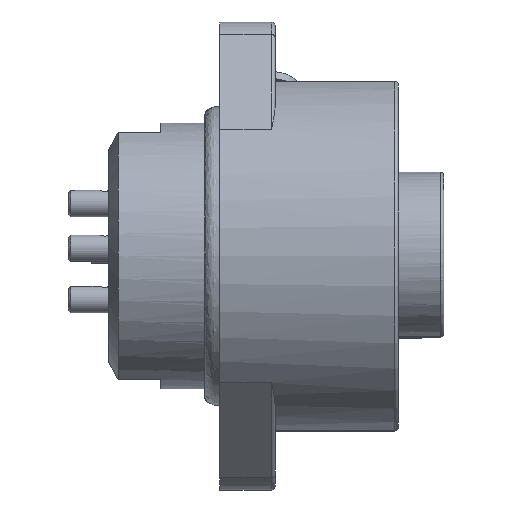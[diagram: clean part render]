
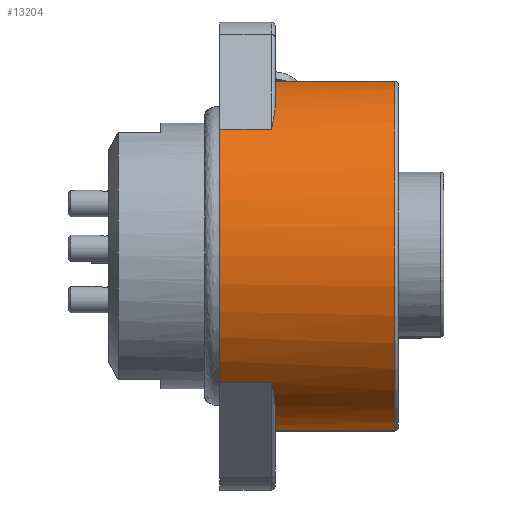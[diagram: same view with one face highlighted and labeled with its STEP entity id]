
A CAD part, left-side view. The second image highlights one B-rep face of the part: STEP entity #13204.
In plain terms, the highlighted cylindrical face has radius 14.5 mm (diameter 29 mm), a partial arc.
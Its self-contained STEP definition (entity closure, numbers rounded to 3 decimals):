
#2402=FACE_OUTER_BOUND('',#16529,.T.);
#5333=LINE('',#58903,#8891);
#5334=LINE('',#58915,#8892);
#5335=LINE('',#58916,#8893);
#5336=LINE('',#58931,#8894);
#8891=VECTOR('',#46379,1.);
#8892=VECTOR('',#46380,1.);
#8893=VECTOR('',#46381,1.);
#8894=VECTOR('',#46384,1.);
#10727=CYLINDRICAL_SURFACE('',#39611,14.5);
#13204=ADVANCED_FACE('',(#2402),#10727,.T.);
#14578=B_SPLINE_CURVE_WITH_KNOTS('',3,(#58904,#58905,#58906,#58907,#58908,
#58909,#58910,#58911,#58912,#58913),.UNSPECIFIED.,.F.,.F.,(4,3,3,4),(0.,
0.202,0.992,1.),.UNSPECIFIED.);
#14579=B_SPLINE_CURVE_WITH_KNOTS('',3,(#58918,#58919,#58920,#58921,#58922,
#58923,#58924,#58925,#58926,#58927),.UNSPECIFIED.,.F.,.F.,(4,3,3,4),(0.,
0.008,0.798,1.),.UNSPECIFIED.);
#16529=EDGE_LOOP('',(#23038,#23039,#23040,#23041,#23042,#23043,#23044,#23045,
#23046,#23047));
#23038=ORIENTED_EDGE('',*,*,#34587,.T.);
#23039=ORIENTED_EDGE('',*,*,#34588,.T.);
#23040=ORIENTED_EDGE('',*,*,#34581,.T.);
#23041=ORIENTED_EDGE('',*,*,#34589,.T.);
#23042=ORIENTED_EDGE('',*,*,#34590,.F.);
#23043=ORIENTED_EDGE('',*,*,#34569,.F.);
#23044=ORIENTED_EDGE('',*,*,#34591,.T.);
#23045=ORIENTED_EDGE('',*,*,#34592,.T.);
#23046=ORIENTED_EDGE('',*,*,#34593,.T.);
#23047=ORIENTED_EDGE('',*,*,#34594,.T.);
#30324=VERTEX_POINT('',#58865);
#30325=VERTEX_POINT('',#58866);
#30335=VERTEX_POINT('',#58888);
#30336=VERTEX_POINT('',#58890);
#30340=VERTEX_POINT('',#58901);
#30341=VERTEX_POINT('',#58902);
#30342=VERTEX_POINT('',#58914);
#30343=VERTEX_POINT('',#58917);
#30344=VERTEX_POINT('',#58928);
#30345=VERTEX_POINT('',#58930);
#34569=EDGE_CURVE('',#30324,#30325,#37514,.T.);
#34581=EDGE_CURVE('',#30336,#30335,#37522,.T.);
#34587=EDGE_CURVE('',#30340,#30341,#37528,.T.);
#34588=EDGE_CURVE('',#30341,#30336,#5333,.T.);
#34589=EDGE_CURVE('',#30335,#30342,#14578,.T.);
#34590=EDGE_CURVE('',#30325,#30342,#5334,.T.);
#34591=EDGE_CURVE('',#30324,#30343,#5335,.T.);
#34592=EDGE_CURVE('',#30343,#30344,#14579,.T.);
#34593=EDGE_CURVE('',#30344,#30345,#37529,.T.);
#34594=EDGE_CURVE('',#30345,#30340,#5336,.T.);
#37514=CIRCLE('',#39593,14.5);
#37522=CIRCLE('',#39602,14.5);
#37528=CIRCLE('',#39609,14.5);
#37529=CIRCLE('',#39610,14.5);
#39593=AXIS2_PLACEMENT_3D('',#58864,#46341,#46342);
#39602=AXIS2_PLACEMENT_3D('',#58889,#46363,#46364);
#39609=AXIS2_PLACEMENT_3D('',#58900,#46377,#46378);
#39610=AXIS2_PLACEMENT_3D('',#58929,#46382,#46383);
#39611=AXIS2_PLACEMENT_3D('',#58932,#46385,#46386);
#46341=DIRECTION('',(0.,1.,0.));
#46342=DIRECTION('',(0.,0.,1.));
#46363=DIRECTION('',(0.,-1.,0.));
#46364=DIRECTION('',(1.,0.,0.));
#46377=DIRECTION('',(0.,1.,0.));
#46378=DIRECTION('',(0.,0.,1.));
#46379=DIRECTION('',(0.,1.,0.));
#46380=DIRECTION('',(0.,-1.,0.));
#46381=DIRECTION('',(0.,-1.,0.));
#46382=DIRECTION('',(0.,-1.,0.));
#46383=DIRECTION('',(1.,0.,0.));
#46384=DIRECTION('',(0.,-1.,0.));
#46385=DIRECTION('',(0.,1.,0.));
#46386=DIRECTION('',(0.,0.,1.));
#58864=CARTESIAN_POINT('',(0.,18.2,0.));
#58865=CARTESIAN_POINT('',(-10.216,18.2,-10.29));
#58866=CARTESIAN_POINT('',(-10.216,18.2,10.29));
#58888=CARTESIAN_POINT('',(-7.922,13.7,12.145));
#58889=CARTESIAN_POINT('',(0.,13.7,0.));
#58890=CARTESIAN_POINT('',(-2.987,13.7,14.189));
#58900=CARTESIAN_POINT('',(0.,4.,0.));
#58901=CARTESIAN_POINT('',(-2.987,4.,-14.189));
#58902=CARTESIAN_POINT('',(-2.987,4.,14.189));
#58903=CARTESIAN_POINT('',(-2.987,0.,14.189));
#58904=CARTESIAN_POINT('',(-7.922,13.7,12.145));
#58905=CARTESIAN_POINT('',(-8.09,13.7,12.035));
#58906=CARTESIAN_POINT('',(-8.255,13.708,11.922));
#58907=CARTESIAN_POINT('',(-8.418,13.721,11.806));
#58908=CARTESIAN_POINT('',(-9.053,13.77,11.354));
#58909=CARTESIAN_POINT('',(-9.649,13.885,10.851));
#58910=CARTESIAN_POINT('',(-10.199,13.997,10.307));
#58911=CARTESIAN_POINT('',(-10.204,13.998,10.302));
#58912=CARTESIAN_POINT('',(-10.21,13.999,10.296));
#58913=CARTESIAN_POINT('',(-10.216,14.,10.29));
#58914=CARTESIAN_POINT('',(-10.216,14.,10.29));
#58915=CARTESIAN_POINT('',(-10.216,18.2,10.29));
#58916=CARTESIAN_POINT('',(-10.216,18.2,-10.29));
#58917=CARTESIAN_POINT('',(-10.216,14.,-10.29));
#58918=CARTESIAN_POINT('',(-10.216,14.,-10.29));
#58919=CARTESIAN_POINT('',(-10.21,13.999,-10.296));
#58920=CARTESIAN_POINT('',(-10.204,13.998,-10.302));
#58921=CARTESIAN_POINT('',(-10.199,13.997,-10.307));
#58922=CARTESIAN_POINT('',(-9.649,13.885,-10.851));
#58923=CARTESIAN_POINT('',(-9.053,13.77,-11.354));
#58924=CARTESIAN_POINT('',(-8.418,13.721,-11.806));
#58925=CARTESIAN_POINT('',(-8.255,13.708,-11.922));
#58926=CARTESIAN_POINT('',(-8.09,13.7,-12.035));
#58927=CARTESIAN_POINT('',(-7.922,13.7,-12.145));
#58928=CARTESIAN_POINT('',(-7.922,13.7,-12.145));
#58929=CARTESIAN_POINT('',(0.,13.7,0.));
#58930=CARTESIAN_POINT('',(-2.987,13.7,-14.189));
#58931=CARTESIAN_POINT('',(-2.987,0.,-14.189));
#58932=CARTESIAN_POINT('',(0.,0.,0.));
